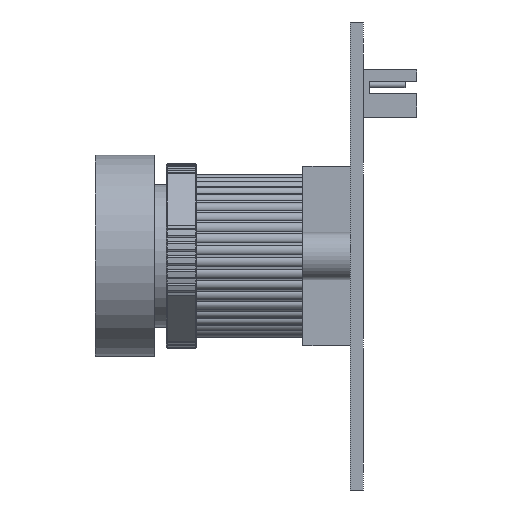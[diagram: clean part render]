
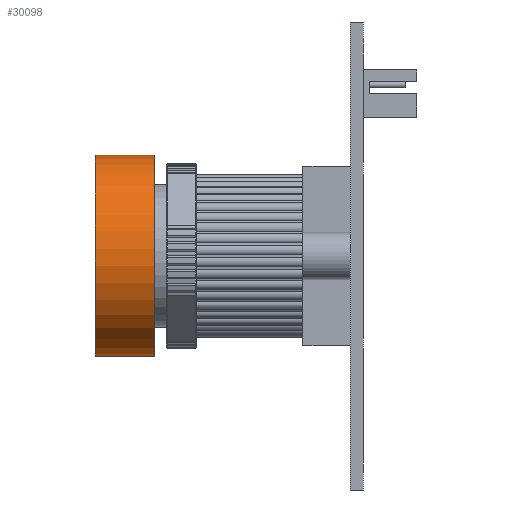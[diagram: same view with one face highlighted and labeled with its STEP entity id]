
A CAD part, left-side view. The second image highlights one B-rep face of the part: STEP entity #30098.
In plain terms, the highlighted cylindrical face has radius 8.5 mm (diameter 17 mm), a partial arc.
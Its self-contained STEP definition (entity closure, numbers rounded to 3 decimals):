
#1002 = CARTESIAN_POINT ( 'NONE',  ( 0., 18.3, -8.5 ) ) ;
#1760 = AXIS2_PLACEMENT_3D ( 'NONE', #32627, #6571, #17116 ) ;
#1871 = AXIS2_PLACEMENT_3D ( 'NONE', #3576, #6483, #16371 ) ;
#2176 = CARTESIAN_POINT ( 'NONE',  ( 0., 13.3, 0. ) ) ;
#3412 = LINE ( 'NONE', #31581, #21531 ) ;
#3576 = CARTESIAN_POINT ( 'NONE',  ( 0., 13.3, 0. ) ) ;
#4098 = CARTESIAN_POINT ( 'NONE',  ( 0., 18.3, 8.5 ) ) ;
#4431 = EDGE_LOOP ( 'NONE', ( #29042, #7689, #25697, #30563 ) ) ;
#6385 = DIRECTION ( 'NONE',  ( 0., 1., 0. ) ) ;
#6483 = DIRECTION ( 'NONE',  ( 0., 1., 0. ) ) ;
#6571 = DIRECTION ( 'NONE',  ( 0., 1., 0. ) ) ;
#7689 = ORIENTED_EDGE ( 'NONE', *, *, #8413, .T. ) ;
#8377 = AXIS2_PLACEMENT_3D ( 'NONE', #2176, #9629, #19772 ) ;
#8413 = EDGE_CURVE ( 'NONE', #19246, #17569, #12157, .T. ) ;
#9629 = DIRECTION ( 'NONE',  ( 0., 1., 0. ) ) ;
#10187 = VERTEX_POINT ( 'NONE', #4098 ) ;
#10849 = EDGE_CURVE ( 'NONE', #17569, #10187, #3412, .T. ) ;
#12157 = CIRCLE ( 'NONE', #1871, 8.5 ) ;
#13181 = CYLINDRICAL_SURFACE ( 'NONE', #8377, 8.5 ) ;
#16191 = EDGE_CURVE ( 'NONE', #19246, #22329, #22889, .T. ) ;
#16194 = DIRECTION ( 'NONE',  ( 0., 1., 0. ) ) ;
#16371 = DIRECTION ( 'NONE',  ( 0., 0., 1. ) ) ;
#17116 = DIRECTION ( 'NONE',  ( 0., 0., 1. ) ) ;
#17569 = VERTEX_POINT ( 'NONE', #32382 ) ;
#19246 = VERTEX_POINT ( 'NONE', #30997 ) ;
#19772 = DIRECTION ( 'NONE',  ( 0., 0., 1. ) ) ;
#20882 = FACE_OUTER_BOUND ( 'NONE', #4431, .T. ) ;
#21531 = VECTOR ( 'NONE', #16194, 1000. ) ;
#22329 = VERTEX_POINT ( 'NONE', #1002 ) ;
#22889 = LINE ( 'NONE', #24603, #26519 ) ;
#23929 = EDGE_CURVE ( 'NONE', #22329, #10187, #25985, .T. ) ;
#24603 = CARTESIAN_POINT ( 'NONE',  ( 0., 13.3, -8.5 ) ) ;
#25697 = ORIENTED_EDGE ( 'NONE', *, *, #10849, .T. ) ;
#25985 = CIRCLE ( 'NONE', #1760, 8.5 ) ;
#26519 = VECTOR ( 'NONE', #6385, 1000. ) ;
#29042 = ORIENTED_EDGE ( 'NONE', *, *, #16191, .F. ) ;
#30098 = ADVANCED_FACE ( 'NONE', ( #20882 ), #13181, .T. ) ;
#30563 = ORIENTED_EDGE ( 'NONE', *, *, #23929, .F. ) ;
#30997 = CARTESIAN_POINT ( 'NONE',  ( 0., 13.3, -8.5 ) ) ;
#31581 = CARTESIAN_POINT ( 'NONE',  ( 0., 13.3, 8.5 ) ) ;
#32382 = CARTESIAN_POINT ( 'NONE',  ( 0., 13.3, 8.5 ) ) ;
#32627 = CARTESIAN_POINT ( 'NONE',  ( 0., 18.3, 0. ) ) ;
